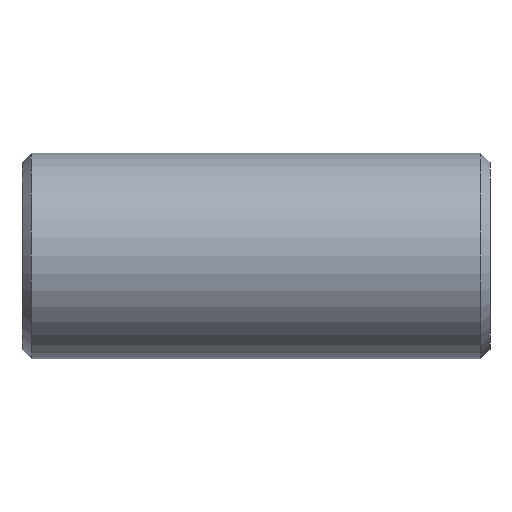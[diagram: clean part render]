
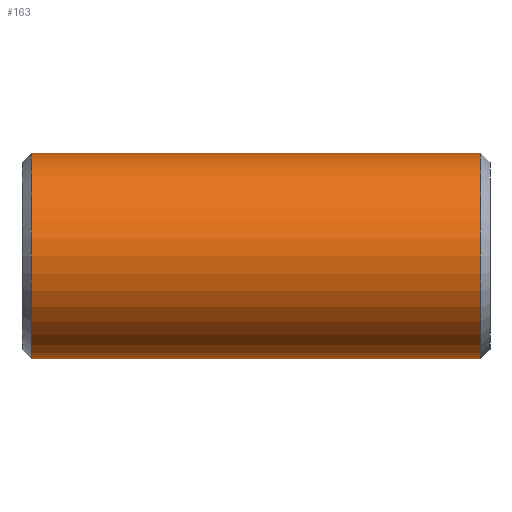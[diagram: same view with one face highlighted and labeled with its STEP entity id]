
A CAD part, front view. The second image highlights one B-rep face of the part: STEP entity #163.
In plain terms, the highlighted cylindrical face has radius 16.764 mm (diameter 33.528 mm), a partial arc.
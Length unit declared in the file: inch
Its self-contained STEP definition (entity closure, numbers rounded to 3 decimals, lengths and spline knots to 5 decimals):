
#5 = CIRCLE ( 'NONE', #495, 0.66 ) ;
#14 = VERTEX_POINT ( 'NONE', #576 ) ;
#20 = EDGE_CURVE ( 'NONE', #266, #14, #5, .T. ) ;
#28 = CARTESIAN_POINT ( 'NONE',  ( 1.5, 0., -0.66 ) ) ;
#38 = DIRECTION ( 'NONE',  ( 0., 0., 1. ) ) ;
#43 = EDGE_CURVE ( 'NONE', #266, #591, #420, .T. ) ;
#46 = CARTESIAN_POINT ( 'NONE',  ( 1.44033, 0., -0.66 ) ) ;
#66 = DIRECTION ( 'NONE',  ( -1., 0., 0. ) ) ;
#76 = CIRCLE ( 'NONE', #304, 0.66 ) ;
#96 = ORIENTED_EDGE ( 'NONE', *, *, #423, .T. ) ;
#116 = DIRECTION ( 'NONE',  ( -1., 0., 0. ) ) ;
#122 = DIRECTION ( 'NONE',  ( -1., 0., 0. ) ) ;
#129 = ORIENTED_EDGE ( 'NONE', *, *, #194, .T. ) ;
#145 = CARTESIAN_POINT ( 'NONE',  ( -1.44033, 0., 0.66 ) ) ;
#146 = DIRECTION ( 'NONE',  ( -1., 0., 0. ) ) ;
#148 = DIRECTION ( 'NONE',  ( -1., 0., 0. ) ) ;
#153 = CARTESIAN_POINT ( 'NONE',  ( 1.5, 0., -0.66 ) ) ;
#155 = FACE_OUTER_BOUND ( 'NONE', #439, .T. ) ;
#163 = ADVANCED_FACE ( 'NONE', ( #155 ), #490, .T. ) ;
#194 = EDGE_CURVE ( 'NONE', #14, #520, #253, .T. ) ;
#195 = DIRECTION ( 'NONE',  ( -1., 0., 0. ) ) ;
#253 = LINE ( 'NONE', #441, #465 ) ;
#264 = CARTESIAN_POINT ( 'NONE',  ( 1.5, 0., 0. ) ) ;
#266 = VERTEX_POINT ( 'NONE', #46 ) ;
#279 = CARTESIAN_POINT ( 'NONE',  ( -1.44033, 0., 0. ) ) ;
#282 = DIRECTION ( 'NONE',  ( 1., 0., 0. ) ) ;
#289 = DIRECTION ( 'NONE',  ( 0., 0., 1. ) ) ;
#304 = AXIS2_PLACEMENT_3D ( 'NONE', #279, #282, #289 ) ;
#305 = VERTEX_POINT ( 'NONE', #469 ) ;
#325 = VECTOR ( 'NONE', #148, 39.37008 ) ;
#328 = CARTESIAN_POINT ( 'NONE',  ( 1.44033, 0., 0. ) ) ;
#333 = DIRECTION ( 'NONE',  ( 0., 0., -1. ) ) ;
#341 = LINE ( 'NONE', #28, #506 ) ;
#365 = ORIENTED_EDGE ( 'NONE', *, *, #572, .F. ) ;
#384 = EDGE_CURVE ( 'NONE', #520, #418, #474, .T. ) ;
#418 = VERTEX_POINT ( 'NONE', #145 ) ;
#419 = CARTESIAN_POINT ( 'NONE',  ( 0., 0., 0.66 ) ) ;
#420 = LINE ( 'NONE', #153, #550 ) ;
#423 = EDGE_CURVE ( 'NONE', #418, #305, #76, .T. ) ;
#439 = EDGE_LOOP ( 'NONE', ( #462, #502, #129, #586, #96, #365 ) ) ;
#441 = CARTESIAN_POINT ( 'NONE',  ( 1.5, 0., 0.66 ) ) ;
#462 = ORIENTED_EDGE ( 'NONE', *, *, #43, .F. ) ;
#465 = VECTOR ( 'NONE', #116, 39.37008 ) ;
#469 = CARTESIAN_POINT ( 'NONE',  ( -1.44033, 0., -0.66 ) ) ;
#474 = LINE ( 'NONE', #521, #325 ) ;
#490 = CYLINDRICAL_SURFACE ( 'NONE', #562, 0.66 ) ;
#495 = AXIS2_PLACEMENT_3D ( 'NONE', #328, #146, #333 ) ;
#502 = ORIENTED_EDGE ( 'NONE', *, *, #20, .T. ) ;
#506 = VECTOR ( 'NONE', #66, 39.37008 ) ;
#520 = VERTEX_POINT ( 'NONE', #419 ) ;
#521 = CARTESIAN_POINT ( 'NONE',  ( 1.5, 0., 0.66 ) ) ;
#538 = CARTESIAN_POINT ( 'NONE',  ( 0., 0., -0.66 ) ) ;
#550 = VECTOR ( 'NONE', #195, 39.37008 ) ;
#562 = AXIS2_PLACEMENT_3D ( 'NONE', #264, #122, #38 ) ;
#572 = EDGE_CURVE ( 'NONE', #591, #305, #341, .T. ) ;
#576 = CARTESIAN_POINT ( 'NONE',  ( 1.44033, 0., 0.66 ) ) ;
#586 = ORIENTED_EDGE ( 'NONE', *, *, #384, .T. ) ;
#591 = VERTEX_POINT ( 'NONE', #538 ) ;
